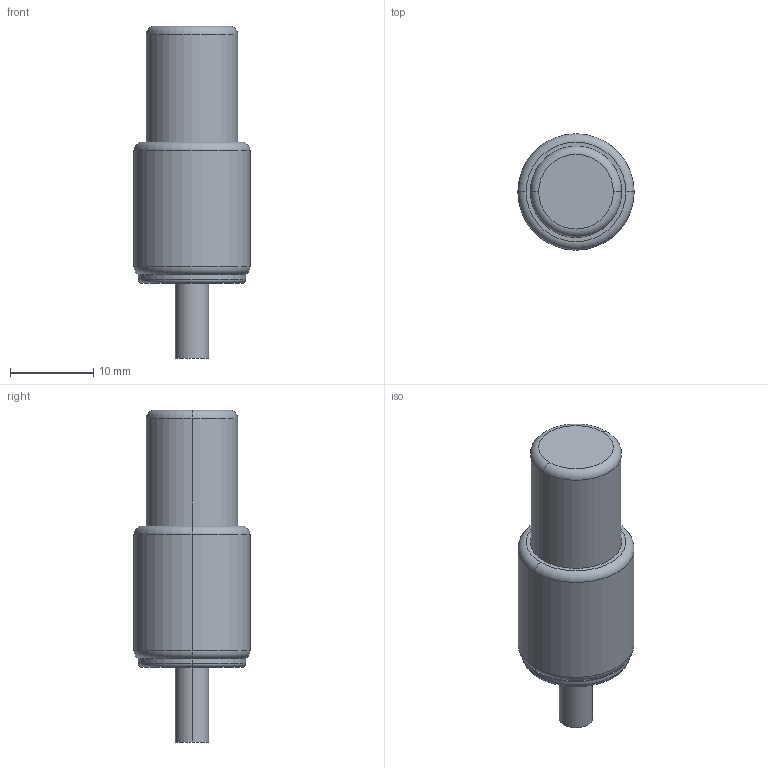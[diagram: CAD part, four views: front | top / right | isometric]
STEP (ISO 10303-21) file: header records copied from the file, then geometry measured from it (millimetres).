
FILE_DESCRIPTION((''),'2;1');
FILE_NAME('14G_E000364A','2006-01-03T',('Pepperl+Fuchs'),('Industriehansa'),'PRO/ENGINEER BY PARAMETRIC TECHNOLOGY CORPORATION, 2005290','PRO/ENGINEER BY PARAMETRIC TECHNOLOGY CORPORATION, 2005290','');
FILE_SCHEMA(('AUTOMOTIVE_DESIGN_CC2 { 1 2 10303 214 -1 1 5 2 }'));
Length unit declared in the file: millimetre
Products named in the file (1): 14G_E000364A
Bounding box: 14 x 14 x 40 mm (x, y, z)
Volume: 4011.8 mm3; surface area: 1625.8 mm2
Topology: 1 solids, 1 shells, 21 faces, 92 edges, 80 vertices
Faces by surface type: torus 8, cylinder 8, plane 5
Entity records: 1331 total; most frequent: DIRECTION 184, CARTESIAN_POINT 138, PRESENTATION_STYLE_ASSIGNMENT 109, STYLED_ITEM 106, CURVE_STYLE 99, ORIENTED_EDGE 80, AXIS2_PLACEMENT_3D 70, TRIMMED_CURVE 52
